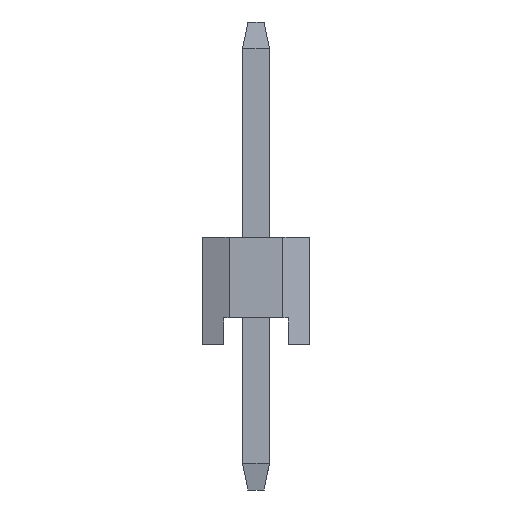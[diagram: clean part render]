
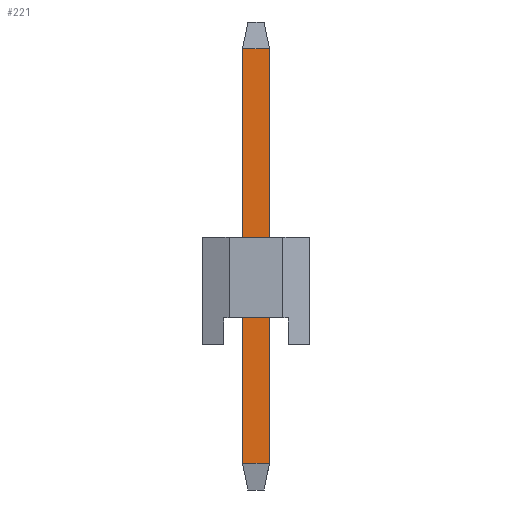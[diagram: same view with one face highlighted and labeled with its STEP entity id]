
A CAD part, left-side view. The second image highlights one B-rep face of the part: STEP entity #221.
In plain terms, the highlighted planar face has unit normal (-1, 0, 0).
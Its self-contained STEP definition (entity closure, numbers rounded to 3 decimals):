
#221=ADVANCED_FACE('',(#530),#531,.F.);
#530=FACE_OUTER_BOUND('',#921,.T.);
#531=PLANE('',#922);
#921=EDGE_LOOP('',(#2007,#2008,#2009,#2010));
#922=AXIS2_PLACEMENT_3D('',#2011,#2012,#2013);
#2007=ORIENTED_EDGE('',*,*,#2899,.F.);
#2008=ORIENTED_EDGE('',*,*,#2900,.T.);
#2009=ORIENTED_EDGE('',*,*,#2901,.T.);
#2010=ORIENTED_EDGE('',*,*,#2902,.T.);
#2011=CARTESIAN_POINT('',(-5.25,-0.25,5.0));
#2012=DIRECTION('',(1.0,0.,0.));
#2013=DIRECTION('',(0.,1.0,0.));
#2899=EDGE_CURVE('',#3576,#3577,#3578,.T.);
#2900=EDGE_CURVE('',#3576,#3579,#3580,.T.);
#2901=EDGE_CURVE('',#3579,#3581,#3582,.T.);
#2902=EDGE_CURVE('',#3581,#3577,#3583,.T.);
#3576=VERTEX_POINT('',#4644);
#3577=VERTEX_POINT('',#4645);
#3578=LINE('',#4646,#4647);
#3579=VERTEX_POINT('',#4648);
#3580=LINE('',#4649,#4650);
#3581=VERTEX_POINT('',#4651);
#3582=LINE('',#4652,#4653);
#3583=LINE('',#4654,#4655);
#4644=CARTESIAN_POINT('',(-5.25,-0.25,4.5));
#4645=CARTESIAN_POINT('',(-5.25,-0.25,-3.2));
#4646=CARTESIAN_POINT('',(-5.25,-0.25,5.0));
#4647=VECTOR('',#5368,1000.0);
#4648=CARTESIAN_POINT('',(-5.25,0.25,4.5));
#4649=CARTESIAN_POINT('',(-5.25,-0.25,4.5));
#4650=VECTOR('',#5369,1000.0);
#4651=CARTESIAN_POINT('',(-5.25,0.25,-3.2));
#4652=CARTESIAN_POINT('',(-5.25,0.25,5.0));
#4653=VECTOR('',#5370,1000.0);
#4654=CARTESIAN_POINT('',(-5.25,-0.25,-3.2));
#4655=VECTOR('',#5371,1000.0);
#5368=DIRECTION('',(0.,0.,-1.0));
#5369=DIRECTION('',(0.,1.0,0.));
#5370=DIRECTION('',(0.,0.,-1.0));
#5371=DIRECTION('',(0.,-1.0,0.));
